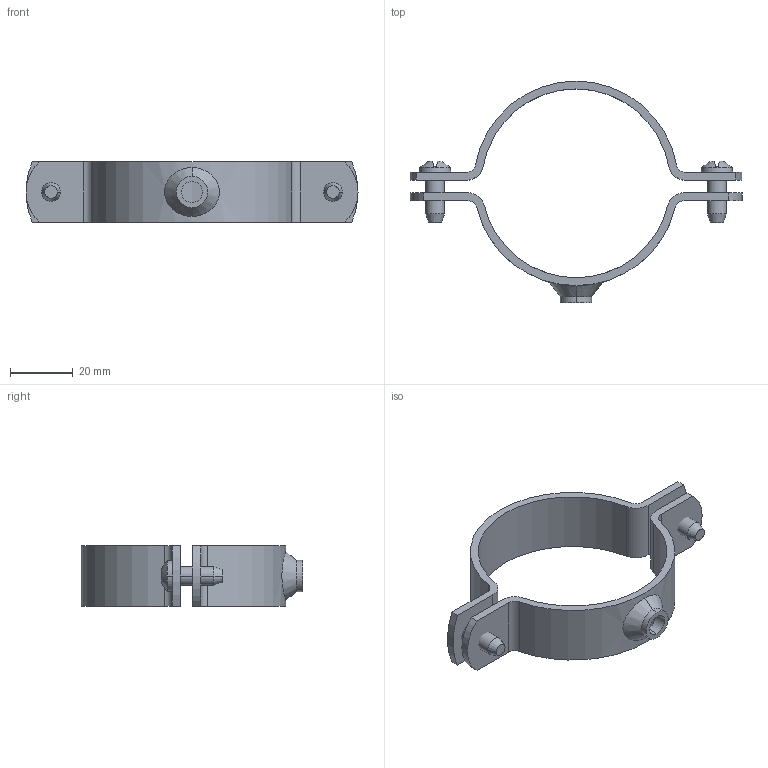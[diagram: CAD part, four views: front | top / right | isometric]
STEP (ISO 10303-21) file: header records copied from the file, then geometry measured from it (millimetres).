
FILE_DESCRIPTION (( 'STEP AP214' ), '1' );
FILE_NAME ('1387138.stp', '2017-11-10T09:50:36', ( '' ), ( '' ), 'SwSTEP 2.0', 'SolidWorks 2014', '' );
FILE_SCHEMA (( 'AUTOMOTIVE_DESIGN' ));
Length unit declared in the file: millimetre
Products named in the file (4): Unterteil_M8; T1; Schraube.1.1; 1387138
Assembly tree (4 placements, depth 2):
  1387138
    Schraube.1.1  x2
    T1
    Unterteil_M8
Bounding box: 106 x 70.8 x 19.4 mm (x, y, z)
Volume: 13732.8 mm3; surface area: 12886.8 mm2
Topology: 4 solids, 4 shells, 155 faces, 412 edges, 266 vertices
Faces by surface type: plane 61, cylinder 36, cone 30, bspline 28
Entity records: 8030 total; most frequent: CARTESIAN_POINT 4283, ORIENTED_EDGE 544, DIRECTION 478, EDGE_CURVE 272, AXIS2_PLACEMENT_3D 189, VERTEX_POINT 178, EDGE_LOOP 116, UNCERTAINTY_MEASURE_WITH_UNIT 113
